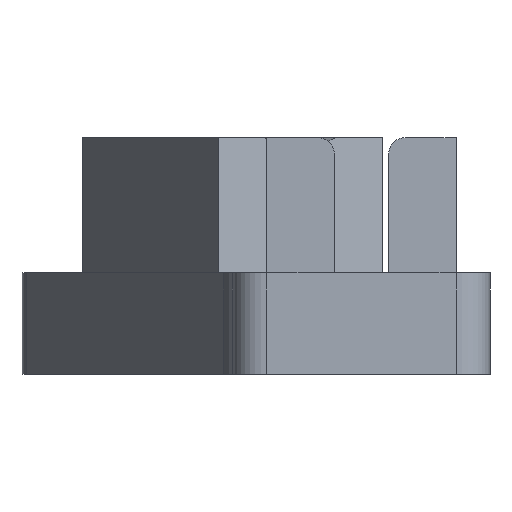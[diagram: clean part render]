
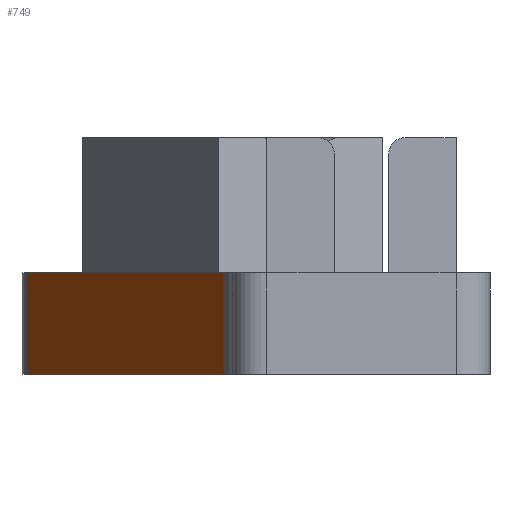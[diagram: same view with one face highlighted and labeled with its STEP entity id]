
A CAD part, left-side view. The second image highlights one B-rep face of the part: STEP entity #749.
In plain terms, the highlighted planar face has unit normal (-0.5, 0.866, 0).
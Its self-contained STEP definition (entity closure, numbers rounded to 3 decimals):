
#421 = EDGE_CURVE('',#422,#424,#426,.T.);
#422 = VERTEX_POINT('',#423);
#423 = CARTESIAN_POINT('',(13.66,7.868,3.));
#424 = VERTEX_POINT('',#425);
#425 = CARTESIAN_POINT('',(15.446,8.899,3.));
#426 = LINE('',#427,#428);
#427 = CARTESIAN_POINT('',(13.196,7.6,3.));
#428 = VECTOR('',#429,1.);
#429 = DIRECTION('',(0.866,0.5,0.));
#647 = VERTEX_POINT('',#648);
#648 = CARTESIAN_POINT('',(23.758,13.698,0.));
#655 = EDGE_CURVE('',#656,#647,#658,.T.);
#656 = VERTEX_POINT('',#657);
#657 = CARTESIAN_POINT('',(13.66,7.868,0.));
#658 = LINE('',#659,#660);
#659 = CARTESIAN_POINT('',(13.196,7.6,0.));
#660 = VECTOR('',#661,1.);
#661 = DIRECTION('',(0.866,0.5,0.));
#749 = ADVANCED_FACE('',(#750),#782,.T.);
#750 = FACE_BOUND('',#751,.T.);
#751 = EDGE_LOOP('',(#752,#753,#759,#760,#768,#776));
#752 = ORIENTED_EDGE('',*,*,#655,.F.);
#753 = ORIENTED_EDGE('',*,*,#754,.T.);
#754 = EDGE_CURVE('',#656,#422,#755,.T.);
#755 = LINE('',#756,#757);
#756 = CARTESIAN_POINT('',(13.66,7.868,0.));
#757 = VECTOR('',#758,1.);
#758 = DIRECTION('',(0.,0.,1.));
#759 = ORIENTED_EDGE('',*,*,#421,.T.);
#760 = ORIENTED_EDGE('',*,*,#761,.T.);
#761 = EDGE_CURVE('',#424,#762,#764,.T.);
#762 = VERTEX_POINT('',#763);
#763 = CARTESIAN_POINT('',(22.374,12.899,3.));
#764 = LINE('',#765,#766);
#765 = CARTESIAN_POINT('',(13.196,7.6,3.));
#766 = VECTOR('',#767,1.);
#767 = DIRECTION('',(0.866,0.5,0.));
#768 = ORIENTED_EDGE('',*,*,#769,.T.);
#769 = EDGE_CURVE('',#762,#770,#772,.T.);
#770 = VERTEX_POINT('',#771);
#771 = CARTESIAN_POINT('',(23.758,13.698,3.));
#772 = LINE('',#773,#774);
#773 = CARTESIAN_POINT('',(13.196,7.6,3.));
#774 = VECTOR('',#775,1.);
#775 = DIRECTION('',(0.866,0.5,0.));
#776 = ORIENTED_EDGE('',*,*,#777,.F.);
#777 = EDGE_CURVE('',#647,#770,#778,.T.);
#778 = LINE('',#779,#780);
#779 = CARTESIAN_POINT('',(23.758,13.698,0.));
#780 = VECTOR('',#781,1.);
#781 = DIRECTION('',(0.,0.,1.));
#782 = PLANE('',#783);
#783 = AXIS2_PLACEMENT_3D('',#784,#785,#786);
#784 = CARTESIAN_POINT('',(13.196,7.6,0.));
#785 = DIRECTION('',(-0.5,0.866,0.));
#786 = DIRECTION('',(0.866,0.5,0.));
